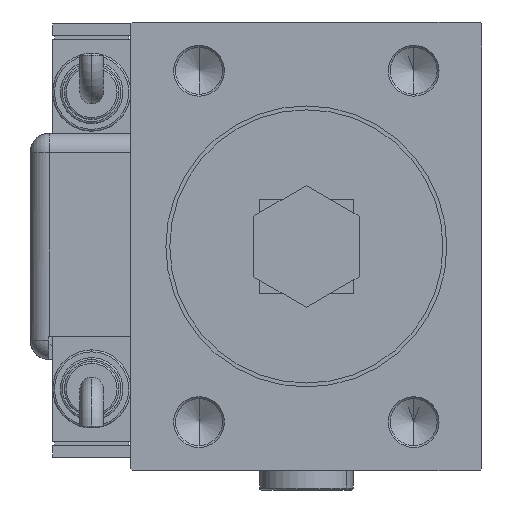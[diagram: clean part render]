
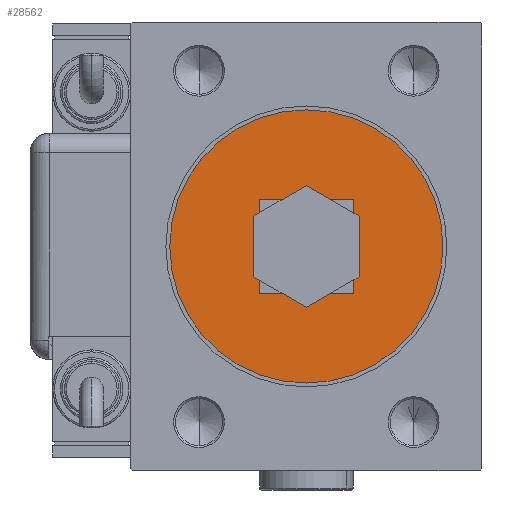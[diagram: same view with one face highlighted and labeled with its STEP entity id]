
A CAD part, left-side view. The second image highlights one B-rep face of the part: STEP entity #28562.
In plain terms, the highlighted face is planar.
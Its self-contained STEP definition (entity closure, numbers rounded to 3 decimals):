
#2198 = DIRECTION ( 'NONE',  ( 0., 0., -1. ) ) ;
#2286 = VERTEX_POINT ( 'NONE', #44383 ) ;
#2863 = CIRCLE ( 'NONE', #44073, 35. ) ;
#6115 = VERTEX_POINT ( 'NONE', #18622 ) ;
#6558 = ORIENTED_EDGE ( 'NONE', *, *, #40528, .T. ) ;
#7909 = EDGE_CURVE ( 'NONE', #13227, #33732, #11377, .T. ) ;
#8406 = CARTESIAN_POINT ( 'NONE',  ( 34.5, 0., 0. ) ) ;
#9027 = DIRECTION ( 'NONE',  ( 1., 0., 0. ) ) ;
#11377 = LINE ( 'NONE', #54848, #46762 ) ;
#11549 = VECTOR ( 'NONE', #30351, 1000. ) ;
#11643 = DIRECTION ( 'NONE',  ( 1., 0., 0. ) ) ;
#12886 = EDGE_LOOP ( 'NONE', ( #24623, #57666, #45042, #31876 ) ) ;
#13227 = VERTEX_POINT ( 'NONE', #18891 ) ;
#13430 = ORIENTED_EDGE ( 'NONE', *, *, #35180, .T. ) ;
#16366 = CARTESIAN_POINT ( 'NONE',  ( 34.5, 0., 0. ) ) ;
#16673 = FACE_BOUND ( 'NONE', #12886, .T. ) ;
#16957 = DIRECTION ( 'NONE',  ( 0., -1., 0. ) ) ;
#18622 = CARTESIAN_POINT ( 'NONE',  ( 34.5, -12., 12. ) ) ;
#18713 = CARTESIAN_POINT ( 'NONE',  ( 34.5, 12., -12. ) ) ;
#18891 = CARTESIAN_POINT ( 'NONE',  ( 34.5, -12., -12. ) ) ;
#19392 = DIRECTION ( 'NONE',  ( 0., 0., -1. ) ) ;
#21939 = VERTEX_POINT ( 'NONE', #26736 ) ;
#23607 = AXIS2_PLACEMENT_3D ( 'NONE', #16366, #11643, #2198 ) ;
#24623 = ORIENTED_EDGE ( 'NONE', *, *, #7909, .F. ) ;
#25917 = EDGE_CURVE ( 'NONE', #6115, #13227, #35097, .T. ) ;
#26375 = LINE ( 'NONE', #58857, #47396 ) ;
#26736 = CARTESIAN_POINT ( 'NONE',  ( 34.5, 12., 12. ) ) ;
#28562 = ADVANCED_FACE ( 'NONE', ( #16673, #45334 ), #31465, .T. ) ;
#28604 = VERTEX_POINT ( 'NONE', #45954 ) ;
#29811 = VECTOR ( 'NONE', #31691, 1000. ) ;
#30351 = DIRECTION ( 'NONE',  ( 0., 0., -1. ) ) ;
#30578 = DIRECTION ( 'NONE',  ( 0., 1., 0. ) ) ;
#31465 = PLANE ( 'NONE',  #23607 ) ;
#31691 = DIRECTION ( 'NONE',  ( 0., 0., 1. ) ) ;
#31876 = ORIENTED_EDGE ( 'NONE', *, *, #55829, .F. ) ;
#32931 = CIRCLE ( 'NONE', #43981, 35. ) ;
#33732 = VERTEX_POINT ( 'NONE', #18713 ) ;
#35097 = LINE ( 'NONE', #44526, #11549 ) ;
#35180 = EDGE_CURVE ( 'NONE', #28604, #2286, #32931, .T. ) ;
#35230 = DIRECTION ( 'NONE',  ( 1., 0., 0. ) ) ;
#36126 = LINE ( 'NONE', #55653, #29811 ) ;
#40528 = EDGE_CURVE ( 'NONE', #2286, #28604, #2863, .T. ) ;
#43981 = AXIS2_PLACEMENT_3D ( 'NONE', #58529, #35230, #53491 ) ;
#44073 = AXIS2_PLACEMENT_3D ( 'NONE', #8406, #9027, #19392 ) ;
#44383 = CARTESIAN_POINT ( 'NONE',  ( 34.5, 0., -35. ) ) ;
#44526 = CARTESIAN_POINT ( 'NONE',  ( 34.5, -12., 12. ) ) ;
#45042 = ORIENTED_EDGE ( 'NONE', *, *, #47278, .F. ) ;
#45334 = FACE_OUTER_BOUND ( 'NONE', #53720, .T. ) ;
#45954 = CARTESIAN_POINT ( 'NONE',  ( 34.5, 0., 35. ) ) ;
#46762 = VECTOR ( 'NONE', #30578, 1000. ) ;
#47278 = EDGE_CURVE ( 'NONE', #21939, #6115, #26375, .T. ) ;
#47396 = VECTOR ( 'NONE', #16957, 1000. ) ;
#53491 = DIRECTION ( 'NONE',  ( 0., 0., -1. ) ) ;
#53720 = EDGE_LOOP ( 'NONE', ( #13430, #6558 ) ) ;
#54848 = CARTESIAN_POINT ( 'NONE',  ( 34.5, 12., -12. ) ) ;
#55653 = CARTESIAN_POINT ( 'NONE',  ( 34.5, 12., 12. ) ) ;
#55829 = EDGE_CURVE ( 'NONE', #33732, #21939, #36126, .T. ) ;
#57666 = ORIENTED_EDGE ( 'NONE', *, *, #25917, .F. ) ;
#58529 = CARTESIAN_POINT ( 'NONE',  ( 34.5, 0., 0. ) ) ;
#58857 = CARTESIAN_POINT ( 'NONE',  ( 34.5, 12., 12. ) ) ;
